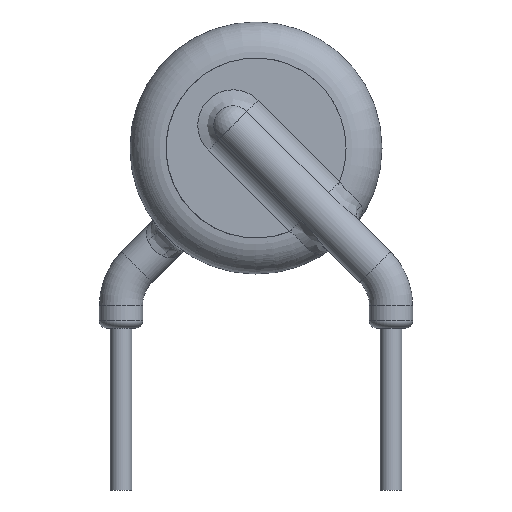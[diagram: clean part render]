
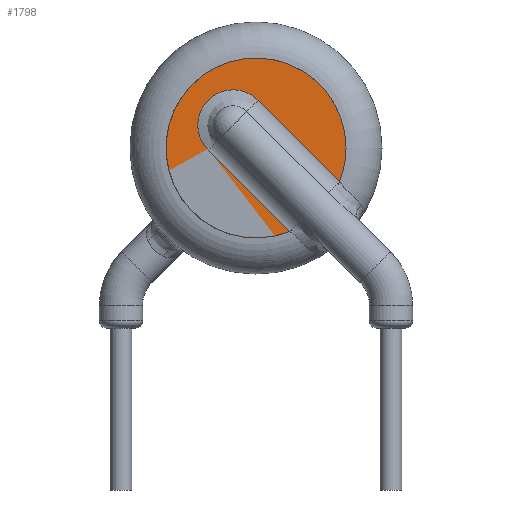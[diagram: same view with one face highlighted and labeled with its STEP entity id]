
A CAD part, front view. The second image highlights one B-rep face of the part: STEP entity #1798.
In plain terms, the highlighted planar face has unit normal (0, -1, 0).
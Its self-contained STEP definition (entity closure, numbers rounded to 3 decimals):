
#95 = TOROIDAL_SURFACE('',#96,2.5,1.);
#96 = AXIS2_PLACEMENT_3D('',#97,#98,#99);
#97 = CARTESIAN_POINT('',(0.,-0.2,5.));
#98 = DIRECTION('',(0.,-1.,0.));
#99 = DIRECTION('',(1.,0.,0.));
#831 = VERTEX_POINT('',#832);
#832 = CARTESIAN_POINT('',(2.5,-1.2,5.));
#854 = EDGE_CURVE('',#855,#831,#857,.T.);
#855 = VERTEX_POINT('',#856);
#856 = CARTESIAN_POINT('',(2.14,-1.2,3.708));
#857 = SURFACE_CURVE('',#858,(#863,#870),.PCURVE_S1.);
#858 = CIRCLE('',#859,2.5);
#859 = AXIS2_PLACEMENT_3D('',#860,#861,#862);
#860 = CARTESIAN_POINT('',(0.,-1.2,5.));
#861 = DIRECTION('',(0.,-1.,0.));
#862 = DIRECTION('',(1.,0.,0.));
#863 = PCURVE('',#95,#864);
#864 = DEFINITIONAL_REPRESENTATION('',(#865),#869);
#865 = LINE('',#866,#867);
#866 = CARTESIAN_POINT('',(0.,1.571));
#867 = VECTOR('',#868,1.);
#868 = DIRECTION('',(1.,0.));
#869 = ( GEOMETRIC_REPRESENTATION_CONTEXT(2) 
PARAMETRIC_REPRESENTATION_CONTEXT() REPRESENTATION_CONTEXT('2D SPACE',''
  ) );
#870 = PCURVE('',#871,#876);
#871 = PLANE('',#872);
#872 = AXIS2_PLACEMENT_3D('',#873,#874,#875);
#873 = CARTESIAN_POINT('',(0.,-1.2,5.));
#874 = DIRECTION('',(0.,-1.,0.));
#875 = DIRECTION('',(0.,0.,-1.));
#876 = DEFINITIONAL_REPRESENTATION('',(#877),#881);
#877 = CIRCLE('',#878,2.5);
#878 = AXIS2_PLACEMENT_2D('',#879,#880);
#879 = CARTESIAN_POINT('',(0.,0.));
#880 = DIRECTION('',(0.,1.));
#881 = ( GEOMETRIC_REPRESENTATION_CONTEXT(2) 
PARAMETRIC_REPRESENTATION_CONTEXT() REPRESENTATION_CONTEXT('2D SPACE',''
  ) );
#884 = VERTEX_POINT('',#885);
#885 = CARTESIAN_POINT('',(1.292,-1.2,2.86));
#1047 = CYLINDRICAL_SURFACE('',#1048,0.6);
#1048 = AXIS2_PLACEMENT_3D('',#1049,#1050,#1051);
#1049 = CARTESIAN_POINT('',(3.311,-1.2,1.689));
#1050 = DIRECTION('',(-0.707,0.,0.707));
#1051 = DIRECTION('',(0.707,0.,0.707));
#1133 = EDGE_CURVE('',#831,#884,#1134,.T.);
#1134 = SURFACE_CURVE('',#1135,(#1140,#1147),.PCURVE_S1.);
#1135 = CIRCLE('',#1136,2.5);
#1136 = AXIS2_PLACEMENT_3D('',#1137,#1138,#1139);
#1137 = CARTESIAN_POINT('',(0.,-1.2,5.));
#1138 = DIRECTION('',(0.,-1.,0.));
#1139 = DIRECTION('',(1.,0.,0.));
#1140 = PCURVE('',#95,#1141);
#1141 = DEFINITIONAL_REPRESENTATION('',(#1142),#1146);
#1142 = LINE('',#1143,#1144);
#1143 = CARTESIAN_POINT('',(0.,1.571));
#1144 = VECTOR('',#1145,1.);
#1145 = DIRECTION('',(1.,0.));
#1146 = ( GEOMETRIC_REPRESENTATION_CONTEXT(2) 
PARAMETRIC_REPRESENTATION_CONTEXT() REPRESENTATION_CONTEXT('2D SPACE',''
  ) );
#1147 = PCURVE('',#871,#1148);
#1148 = DEFINITIONAL_REPRESENTATION('',(#1149),#1153);
#1149 = CIRCLE('',#1150,2.5);
#1150 = AXIS2_PLACEMENT_2D('',#1151,#1152);
#1151 = CARTESIAN_POINT('',(0.,0.));
#1152 = DIRECTION('',(0.,1.));
#1153 = ( GEOMETRIC_REPRESENTATION_CONTEXT(2) 
PARAMETRIC_REPRESENTATION_CONTEXT() REPRESENTATION_CONTEXT('2D SPACE',''
  ) );
#1798 = ADVANCED_FACE('',(#1799),#871,.T.);
#1799 = FACE_BOUND('',#1800,.T.);
#1800 = EDGE_LOOP('',(#1801,#1823,#1824,#1825,#1846,#1875));
#1801 = ORIENTED_EDGE('',*,*,#1802,.F.);
#1802 = EDGE_CURVE('',#855,#1803,#1805,.T.);
#1803 = VERTEX_POINT('',#1804);
#1804 = CARTESIAN_POINT('',(-0.212,-1.2,
    6.061));
#1805 = SURFACE_CURVE('',#1806,(#1810,#1817),.PCURVE_S1.);
#1806 = LINE('',#1807,#1808);
#1807 = CARTESIAN_POINT('',(3.735,-1.2,2.114));
#1808 = VECTOR('',#1809,1.);
#1809 = DIRECTION('',(-0.707,0.,0.707));
#1810 = PCURVE('',#871,#1811);
#1811 = DEFINITIONAL_REPRESENTATION('',(#1812),#1816);
#1812 = LINE('',#1813,#1814);
#1813 = CARTESIAN_POINT('',(2.886,3.735));
#1814 = VECTOR('',#1815,1.);
#1815 = DIRECTION('',(-0.707,-0.707));
#1816 = ( GEOMETRIC_REPRESENTATION_CONTEXT(2) 
PARAMETRIC_REPRESENTATION_CONTEXT() REPRESENTATION_CONTEXT('2D SPACE',''
  ) );
#1817 = PCURVE('',#1047,#1818);
#1818 = DEFINITIONAL_REPRESENTATION('',(#1819),#1822);
#1819 = B_SPLINE_CURVE_WITH_KNOTS('',1,(#1820,#1821),.UNSPECIFIED.,.F.,
  .F.,(2,2),(0.,6.182),.PIECEWISE_BEZIER_KNOTS.);
#1820 = CARTESIAN_POINT('',(6.283,0.));
#1821 = CARTESIAN_POINT('',(6.283,6.182));
#1822 = ( GEOMETRIC_REPRESENTATION_CONTEXT(2) 
PARAMETRIC_REPRESENTATION_CONTEXT() REPRESENTATION_CONTEXT('2D SPACE',''
  ) );
#1823 = ORIENTED_EDGE('',*,*,#854,.T.);
#1824 = ORIENTED_EDGE('',*,*,#1133,.T.);
#1825 = ORIENTED_EDGE('',*,*,#1826,.T.);
#1826 = EDGE_CURVE('',#884,#1827,#1829,.T.);
#1827 = VERTEX_POINT('',#1828);
#1828 = CARTESIAN_POINT('',(-1.061,-1.2,
    5.212));
#1829 = SURFACE_CURVE('',#1830,(#1834,#1840),.PCURVE_S1.);
#1830 = LINE('',#1831,#1832);
#1831 = CARTESIAN_POINT('',(2.886,-1.2,1.265));
#1832 = VECTOR('',#1833,1.);
#1833 = DIRECTION('',(-0.707,0.,0.707));
#1834 = PCURVE('',#871,#1835);
#1835 = DEFINITIONAL_REPRESENTATION('',(#1836),#1839);
#1836 = B_SPLINE_CURVE_WITH_KNOTS('',1,(#1837,#1838),.UNSPECIFIED.,.F.,
  .F.,(2,2),(1.039,5.582),.PIECEWISE_BEZIER_KNOTS.);
#1837 = CARTESIAN_POINT('',(3.,2.151));
#1838 = CARTESIAN_POINT('',(-0.212,-1.061));
#1839 = ( GEOMETRIC_REPRESENTATION_CONTEXT(2) 
PARAMETRIC_REPRESENTATION_CONTEXT() REPRESENTATION_CONTEXT('2D SPACE',''
  ) );
#1840 = PCURVE('',#1047,#1841);
#1841 = DEFINITIONAL_REPRESENTATION('',(#1842),#1845);
#1842 = B_SPLINE_CURVE_WITH_KNOTS('',1,(#1843,#1844),.UNSPECIFIED.,.F.,
  .F.,(2,2),(1.039,5.582),.PIECEWISE_BEZIER_KNOTS.);
#1843 = CARTESIAN_POINT('',(3.142,1.039));
#1844 = CARTESIAN_POINT('',(3.142,5.582));
#1845 = ( GEOMETRIC_REPRESENTATION_CONTEXT(2) 
PARAMETRIC_REPRESENTATION_CONTEXT() REPRESENTATION_CONTEXT('2D SPACE',''
  ) );
#1846 = ORIENTED_EDGE('',*,*,#1847,.F.);
#1847 = EDGE_CURVE('',#1848,#1827,#1850,.T.);
#1848 = VERTEX_POINT('',#1849);
#1849 = CARTESIAN_POINT('',(-1.061,-1.2,
    6.061));
#1850 = SURFACE_CURVE('',#1851,(#1856,#1863),.PCURVE_S1.);
#1851 = CIRCLE('',#1852,0.6);
#1852 = AXIS2_PLACEMENT_3D('',#1853,#1854,#1855);
#1853 = CARTESIAN_POINT('',(-0.636,-1.2,
    5.636));
#1854 = DIRECTION('',(0.,-1.,0.));
#1855 = DIRECTION('',(0.,0.,-1.));
#1856 = PCURVE('',#871,#1857);
#1857 = DEFINITIONAL_REPRESENTATION('',(#1858),#1862);
#1858 = CIRCLE('',#1859,0.6);
#1859 = AXIS2_PLACEMENT_2D('',#1860,#1861);
#1860 = CARTESIAN_POINT('',(-0.636,-0.636));
#1861 = DIRECTION('',(1.,0.));
#1862 = ( GEOMETRIC_REPRESENTATION_CONTEXT(2) 
PARAMETRIC_REPRESENTATION_CONTEXT() REPRESENTATION_CONTEXT('2D SPACE',''
  ) );
#1863 = PCURVE('',#1864,#1869);
#1864 = SPHERICAL_SURFACE('',#1865,0.6);
#1865 = AXIS2_PLACEMENT_3D('',#1866,#1867,#1868);
#1866 = CARTESIAN_POINT('',(-0.636,-1.2,
    5.636));
#1867 = DIRECTION('',(-0.707,0.,0.707));
#1868 = DIRECTION('',(0.707,0.,0.707));
#1869 = DEFINITIONAL_REPRESENTATION('',(#1870),#1874);
#1870 = LINE('',#1871,#1872);
#1871 = CARTESIAN_POINT('',(3.142,5.498));
#1872 = VECTOR('',#1873,1.);
#1873 = DIRECTION('',(0.,-1.));
#1874 = ( GEOMETRIC_REPRESENTATION_CONTEXT(2) 
PARAMETRIC_REPRESENTATION_CONTEXT() REPRESENTATION_CONTEXT('2D SPACE',''
  ) );
#1875 = ORIENTED_EDGE('',*,*,#1876,.F.);
#1876 = EDGE_CURVE('',#1803,#1848,#1877,.T.);
#1877 = SURFACE_CURVE('',#1878,(#1883,#1890),.PCURVE_S1.);
#1878 = CIRCLE('',#1879,0.6);
#1879 = AXIS2_PLACEMENT_3D('',#1880,#1881,#1882);
#1880 = CARTESIAN_POINT('',(-0.636,-1.2,
    5.636));
#1881 = DIRECTION('',(0.,-1.,0.));
#1882 = DIRECTION('',(0.707,0.,0.707
    ));
#1883 = PCURVE('',#871,#1884);
#1884 = DEFINITIONAL_REPRESENTATION('',(#1885),#1889);
#1885 = CIRCLE('',#1886,0.6);
#1886 = AXIS2_PLACEMENT_2D('',#1887,#1888);
#1887 = CARTESIAN_POINT('',(-0.636,-0.636));
#1888 = DIRECTION('',(-0.707,0.707));
#1889 = ( GEOMETRIC_REPRESENTATION_CONTEXT(2) 
PARAMETRIC_REPRESENTATION_CONTEXT() REPRESENTATION_CONTEXT('2D SPACE',''
  ) );
#1890 = PCURVE('',#1864,#1891);
#1891 = DEFINITIONAL_REPRESENTATION('',(#1892),#1895);
#1892 = B_SPLINE_CURVE_WITH_KNOTS('',1,(#1893,#1894),.UNSPECIFIED.,.F.,
  .F.,(2,2),(0.,1.571),.PIECEWISE_BEZIER_KNOTS.);
#1893 = CARTESIAN_POINT('',(6.283,0.));
#1894 = CARTESIAN_POINT('',(6.283,1.571));
#1895 = ( GEOMETRIC_REPRESENTATION_CONTEXT(2) 
PARAMETRIC_REPRESENTATION_CONTEXT() REPRESENTATION_CONTEXT('2D SPACE',''
  ) );
